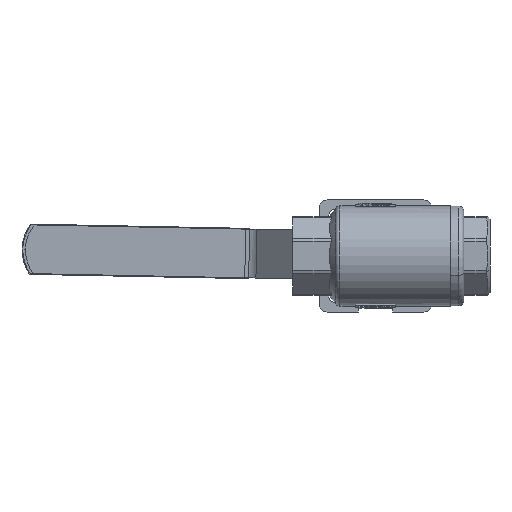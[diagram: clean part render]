
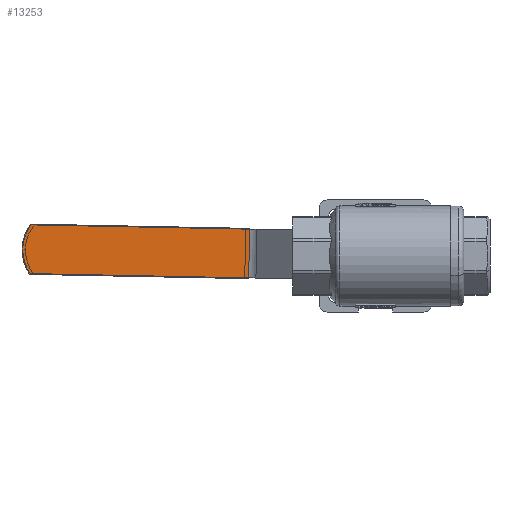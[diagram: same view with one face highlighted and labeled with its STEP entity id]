
A CAD part, front view. The second image highlights one B-rep face of the part: STEP entity #13253.
In plain terms, the highlighted planar face has unit normal (0, -1, 0).
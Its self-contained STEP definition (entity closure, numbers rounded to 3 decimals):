
#1177=PLANE('',#14401);
#2074=LINE('',#50042,#3024);
#2075=LINE('',#50044,#3025);
#2076=LINE('',#50046,#3026);
#3024=VECTOR('',#17346,1000.);
#3025=VECTOR('',#17347,1000.);
#3026=VECTOR('',#17348,1000.);
#6576=ORIENTED_EDGE('',*,*,#8795,.F.);
#6577=ORIENTED_EDGE('',*,*,#8796,.F.);
#6578=ORIENTED_EDGE('',*,*,#8797,.F.);
#6579=ORIENTED_EDGE('',*,*,#8798,.F.);
#8795=EDGE_CURVE('',#10119,#10120,#10616,.T.);
#8796=EDGE_CURVE('',#10121,#10119,#2074,.T.);
#8797=EDGE_CURVE('',#10122,#10121,#2075,.T.);
#8798=EDGE_CURVE('',#10120,#10122,#2076,.T.);
#10119=VERTEX_POINT('',#50040);
#10120=VERTEX_POINT('',#50041);
#10121=VERTEX_POINT('',#50043);
#10122=VERTEX_POINT('',#50045);
#10616=CIRCLE('',#14402,16.3);
#11439=EDGE_LOOP('',(#6576,#6577,#6578,#6579));
#12282=FACE_BOUND('',#11439,.T.);
#13253=ADVANCED_FACE('',(#12282),#1177,.T.);
#14401=AXIS2_PLACEMENT_3D('',#50038,#17342,#17343);
#14402=AXIS2_PLACEMENT_3D('',#50039,#17344,#17345);
#17342=DIRECTION('',(0.,-1.,0.));
#17343=DIRECTION('',(0.,0.,-1.));
#17344=DIRECTION('',(0.,1.,0.));
#17345=DIRECTION('',(0.,0.,-1.));
#17346=DIRECTION('',(1.,0.,0.));
#17347=DIRECTION('',(0.,0.,1.));
#17348=DIRECTION('',(-1.,0.,0.));
#50038=CARTESIAN_POINT('',(65.4,-0.3,0.));
#50039=CARTESIAN_POINT('',(65.4,-0.3,0.));
#50040=CARTESIAN_POINT('',(78.61,-0.3,9.55));
#50041=CARTESIAN_POINT('',(78.61,-0.3,-9.55));
#50042=CARTESIAN_POINT('',(65.4,-0.3,9.55));
#50043=CARTESIAN_POINT('',(-4.6,-0.3,9.55));
#50044=CARTESIAN_POINT('',(-4.6,-0.3,0.));
#50045=CARTESIAN_POINT('',(-4.6,-0.3,-9.55));
#50046=CARTESIAN_POINT('',(65.4,-0.3,-9.55));
